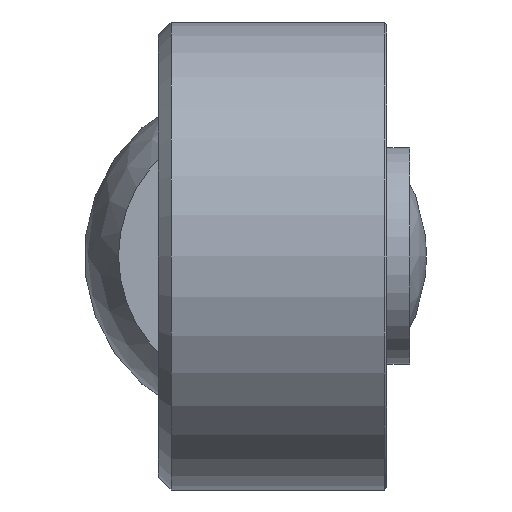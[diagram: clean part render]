
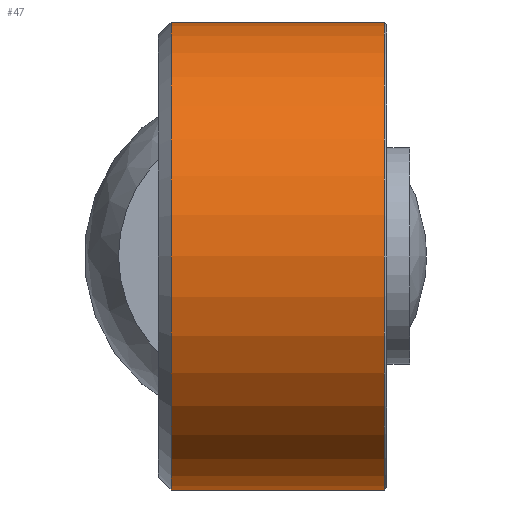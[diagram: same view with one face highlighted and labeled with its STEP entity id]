
A CAD part, left-side view. The second image highlights one B-rep face of the part: STEP entity #47.
In plain terms, the highlighted cylindrical face has radius 20.5 mm (diameter 41 mm), a full revolution.
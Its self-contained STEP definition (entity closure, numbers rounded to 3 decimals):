
#47 = ADVANCED_FACE( '', ( #99, #100, #101 ), #102, .T. );
#99 = FACE_OUTER_BOUND( '', #157, .T. );
#100 = FACE_BOUND( '', #158, .T. );
#101 = FACE_OUTER_BOUND( '', #159, .T. );
#102 = CYLINDRICAL_SURFACE( '', #160, 20.5 );
#157 = EDGE_LOOP( '', ( #219 ) );
#158 = EDGE_LOOP( '', ( #220 ) );
#159 = EDGE_LOOP( '', ( #221 ) );
#160 = AXIS2_PLACEMENT_3D( '', #222, #223, #224 );
#219 = ORIENTED_EDGE( '', *, *, #270, .F. );
#220 = ORIENTED_EDGE( '', *, *, #280, .F. );
#221 = ORIENTED_EDGE( '', *, *, #281, .T. );
#222 = CARTESIAN_POINT( '', ( 0., 0., 0. ) );
#223 = DIRECTION( '', ( 0., 1., 0. ) );
#224 = DIRECTION( '', ( 0., 0., -1. ) );
#270 = EDGE_CURVE( '', #298, #298, #299, .T. );
#280 = EDGE_CURVE( '', #312, #312, #313, .T. );
#281 = EDGE_CURVE( '', #314, #314, #315, .T. );
#298 = VERTEX_POINT( '', #335 );
#299 = CIRCLE( '', #336, 20.5 );
#312 = VERTEX_POINT( '', #349 );
#313 = B_SPLINE_CURVE_WITH_KNOTS( '', 3, ( #350, #351, #352, #353, #354, #355, #356, #357, #358, #359, #360, #361, #362, #363, #364, #365, #366, #367, #368, #369, #370, #371, #372, #373, #374, #375, #376, #377, #378, #379, #380, #381, #382, #383, #384, #385, #386, #387, #388, #389, #390, #391, #392, #393, #394, #395, #396, #397, #398, #399, #400, #401, #402, #403, #404, #405, #406, #407, #408, #409, #410, #411, #412, #413, #414, #415, #416, #417, #418, #419, #420, #421, #422, #423, #424, #425, #426, #427, #428, #429, #430, #431, #432, #433 ), .UNSPECIFIED., .T., .F., ( 2, 2, 2, 2, 2, 2, 2, 2, 2, 2, 2, 2, 2, 2, 2, 2, 2, 2, 2, 2, 2, 2, 2, 2, 2, 2, 2, 2, 2, 2, 2, 2, 2, 2, 2, 2, 2, 2, 2, 2, 2, 2, 2, 2 ), ( -0.001, 0., 0.001, 0.002, 0.002, 0.004, 0.004, 0.005, 0.006, 0.007, 0.008, 0.008, 0.009, 0.011, 0.012, 0.012, 0.013, 0.014, 0.014, 0.015, 0.017, 0.018, 0.018, 0.019, 0.02, 0.021, 0.022, 0.024, 0.024, 0.025, 0.026, 0.027, 0.028, 0.028, 0.029, 0.031, 0.032, 0.033, 0.034, 0.034, 0.035, 0.037, 0.038, 0.039 ), .UNSPECIFIED. );
#314 = VERTEX_POINT( '', #434 );
#315 = CIRCLE( '', #435, 20.5 );
#335 = CARTESIAN_POINT( '', ( 0., 2.2, -20.5 ) );
#336 = AXIS2_PLACEMENT_3D( '', #455, #456, #457 );
#349 = CARTESIAN_POINT( '', ( 19.602, 13.5, -6. ) );
#350 = CARTESIAN_POINT( '', ( 19.602, 13.101, -6. ) );
#351 = CARTESIAN_POINT( '', ( 19.602, 13.899, -6. ) );
#352 = CARTESIAN_POINT( '', ( 19.614, 14.29, -5.961 ) );
#353 = CARTESIAN_POINT( '', ( 19.649, 14.868, -5.845 ) );
#354 = CARTESIAN_POINT( '', ( 19.663, 15.058, -5.797 ) );
#355 = CARTESIAN_POINT( '', ( 19.697, 15.436, -5.682 ) );
#356 = CARTESIAN_POINT( '', ( 19.716, 15.624, -5.615 ) );
#357 = CARTESIAN_POINT( '', ( 19.78, 16.168, -5.389 ) );
#358 = CARTESIAN_POINT( '', ( 19.83, 16.511, -5.204 ) );
#359 = CARTESIAN_POINT( '', ( 19.912, 16.999, -4.878 ) );
#360 = CARTESIAN_POINT( '', ( 19.94, 17.158, -4.76 ) );
#361 = CARTESIAN_POINT( '', ( 19.998, 17.461, -4.511 ) );
#362 = CARTESIAN_POINT( '', ( 20.027, 17.606, -4.38 ) );
#363 = CARTESIAN_POINT( '', ( 20.114, 18.018, -3.967 ) );
#364 = CARTESIAN_POINT( '', ( 20.172, 18.266, -3.666 ) );
#365 = CARTESIAN_POINT( '', ( 20.28, 18.705, -3.011 ) );
#366 = CARTESIAN_POINT( '', ( 20.329, 18.89, -2.666 ) );
#367 = CARTESIAN_POINT( '', ( 20.39, 19.115, -2.125 ) );
#368 = CARTESIAN_POINT( '', ( 20.409, 19.181, -1.941 ) );
#369 = CARTESIAN_POINT( '', ( 20.441, 19.296, -1.564 ) );
#370 = CARTESIAN_POINT( '', ( 20.455, 19.345, -1.37 ) );
#371 = CARTESIAN_POINT( '', ( 20.489, 19.461, -0.788 ) );
#372 = CARTESIAN_POINT( '', ( 20.5, 19.5, -0.398 ) );
#373 = CARTESIAN_POINT( '', ( 20.5, 19.5, 0.39 ) );
#374 = CARTESIAN_POINT( '', ( 20.488, 19.461, 0.79 ) );
#375 = CARTESIAN_POINT( '', ( 20.444, 19.307, 1.561 ) );
#376 = CARTESIAN_POINT( '', ( 20.412, 19.193, 1.936 ) );
#377 = CARTESIAN_POINT( '', ( 20.35, 18.965, 2.483 ) );
#378 = CARTESIAN_POINT( '', ( 20.327, 18.88, 2.663 ) );
#379 = CARTESIAN_POINT( '', ( 20.279, 18.695, 3.008 ) );
#380 = CARTESIAN_POINT( '', ( 20.253, 18.595, 3.175 ) );
#381 = CARTESIAN_POINT( '', ( 20.2, 18.378, 3.499 ) );
#382 = CARTESIAN_POINT( '', ( 20.172, 18.262, 3.656 ) );
#383 = CARTESIAN_POINT( '', ( 20.115, 18.013, 3.958 ) );
#384 = CARTESIAN_POINT( '', ( 20.085, 17.881, 4.105 ) );
#385 = CARTESIAN_POINT( '', ( 19.997, 17.465, 4.52 ) );
#386 = CARTESIAN_POINT( '', ( 19.939, 17.164, 4.767 ) );
#387 = CARTESIAN_POINT( '', ( 19.83, 16.516, 5.201 ) );
#388 = CARTESIAN_POINT( '', ( 19.779, 16.165, 5.39 ) );
#389 = CARTESIAN_POINT( '', ( 19.695, 15.442, 5.69 ) );
#390 = CARTESIAN_POINT( '', ( 19.661, 15.068, 5.805 ) );
#391 = CARTESIAN_POINT( '', ( 19.626, 14.487, 5.922 ) );
#392 = CARTESIAN_POINT( '', ( 19.617, 14.289, 5.951 ) );
#393 = CARTESIAN_POINT( '', ( 19.605, 13.896, 5.99 ) );
#394 = CARTESIAN_POINT( '', ( 19.602, 13.699, 6. ) );
#395 = CARTESIAN_POINT( '', ( 19.602, 13.11, 6. ) );
#396 = CARTESIAN_POINT( '', ( 19.614, 12.716, 5.962 ) );
#397 = CARTESIAN_POINT( '', ( 19.661, 11.937, 5.806 ) );
#398 = CARTESIAN_POINT( '', ( 19.695, 11.562, 5.692 ) );
#399 = CARTESIAN_POINT( '', ( 19.779, 10.838, 5.392 ) );
#400 = CARTESIAN_POINT( '', ( 19.83, 10.487, 5.203 ) );
#401 = CARTESIAN_POINT( '', ( 19.939, 9.838, 4.769 ) );
#402 = CARTESIAN_POINT( '', ( 19.997, 9.537, 4.522 ) );
#403 = CARTESIAN_POINT( '', ( 20.085, 9.122, 4.107 ) );
#404 = CARTESIAN_POINT( '', ( 20.114, 8.989, 3.961 ) );
#405 = CARTESIAN_POINT( '', ( 20.172, 8.74, 3.658 ) );
#406 = CARTESIAN_POINT( '', ( 20.199, 8.624, 3.501 ) );
#407 = CARTESIAN_POINT( '', ( 20.28, 8.299, 3.016 ) );
#408 = CARTESIAN_POINT( '', ( 20.328, 8.113, 2.672 ) );
#409 = CARTESIAN_POINT( '', ( 20.411, 7.809, 1.94 ) );
#410 = CARTESIAN_POINT( '', ( 20.444, 7.694, 1.565 ) );
#411 = CARTESIAN_POINT( '', ( 20.477, 7.579, 0.988 ) );
#412 = CARTESIAN_POINT( '', ( 20.486, 7.549, 0.793 ) );
#413 = CARTESIAN_POINT( '', ( 20.497, 7.51, 0.4 ) );
#414 = CARTESIAN_POINT( '', ( 20.5, 7.5, 0.2 ) );
#415 = CARTESIAN_POINT( '', ( 20.5, 7.5, -0.394 ) );
#416 = CARTESIAN_POINT( '', ( 20.489, 7.538, -0.785 ) );
#417 = CARTESIAN_POINT( '', ( 20.444, 7.692, -1.558 ) );
#418 = CARTESIAN_POINT( '', ( 20.411, 7.809, -1.94 ) );
#419 = CARTESIAN_POINT( '', ( 20.329, 8.109, -2.664 ) );
#420 = CARTESIAN_POINT( '', ( 20.281, 8.294, -3.008 ) );
#421 = CARTESIAN_POINT( '', ( 20.173, 8.733, -3.664 ) );
#422 = CARTESIAN_POINT( '', ( 20.115, 8.981, -3.966 ) );
#423 = CARTESIAN_POINT( '', ( 20.027, 9.393, -4.379 ) );
#424 = CARTESIAN_POINT( '', ( 19.998, 9.538, -4.51 ) );
#425 = CARTESIAN_POINT( '', ( 19.94, 9.84, -4.759 ) );
#426 = CARTESIAN_POINT( '', ( 19.912, 9.999, -4.877 ) );
#427 = CARTESIAN_POINT( '', ( 19.83, 10.487, -5.204 ) );
#428 = CARTESIAN_POINT( '', ( 19.78, 10.831, -5.388 ) );
#429 = CARTESIAN_POINT( '', ( 19.695, 11.554, -5.689 ) );
#430 = CARTESIAN_POINT( '', ( 19.661, 11.937, -5.806 ) );
#431 = CARTESIAN_POINT( '', ( 19.614, 12.709, -5.961 ) );
#432 = CARTESIAN_POINT( '', ( 19.602, 13.101, -6. ) );
#433 = CARTESIAN_POINT( '', ( 19.602, 13.899, -6. ) );
#434 = CARTESIAN_POINT( '', ( 0., 20.9, -20.5 ) );
#435 = AXIS2_PLACEMENT_3D( '', #470, #471, #472 );
#455 = CARTESIAN_POINT( '', ( 0., 2.2, 0. ) );
#456 = DIRECTION( '', ( 0., -1., 0. ) );
#457 = DIRECTION( '', ( 0., 0., -1. ) );
#470 = CARTESIAN_POINT( '', ( 0., 20.9, 0. ) );
#471 = DIRECTION( '', ( 0., -1., 0. ) );
#472 = DIRECTION( '', ( 0., 0., -1. ) );
